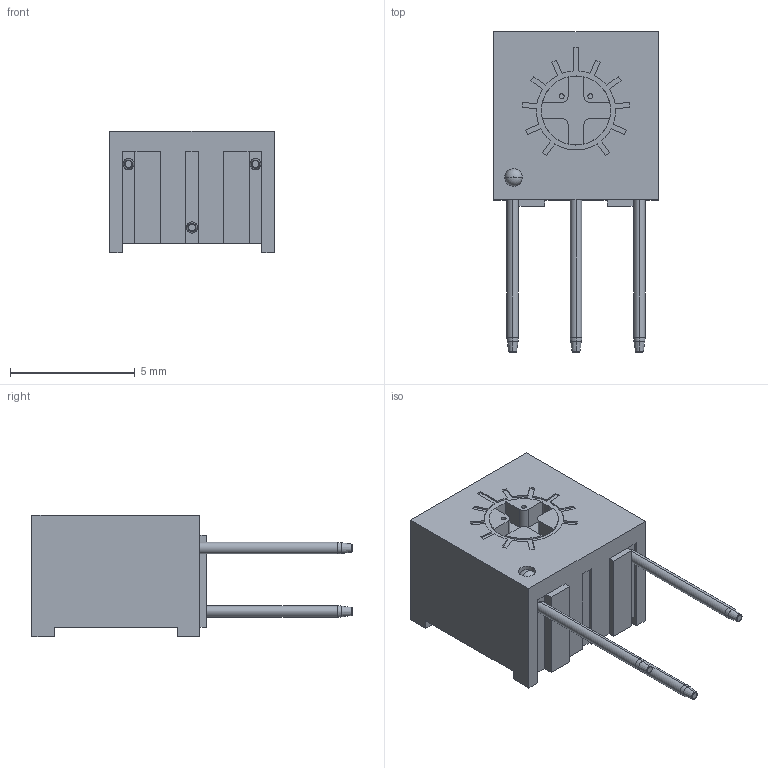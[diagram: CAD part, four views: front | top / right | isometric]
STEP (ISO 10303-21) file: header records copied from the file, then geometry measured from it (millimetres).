
FILE_DESCRIPTION (( 'STEP AP214' ), '1' );
FILE_NAME ('3362S-1-100.STEP', '2021-12-31T21:21:39', ( '' ), ( '' ), 'SwSTEP 2.0', 'SolidWorks 2017', '' );
FILE_SCHEMA (( 'AUTOMOTIVE_DESIGN' ));
Length unit declared in the file: inch
Products named in the file (1): 3362S-1-100
Bounding box: 6.6 x 12.83 x 4.88 mm (x, y, z)
Volume: 201.7 mm3; surface area: 299.8 mm2
Topology: 6 solids, 6 shells, 148 faces, 371 edges, 240 vertices
Faces by surface type: plane 94, cylinder 34, torus 14, cone 6
Entity records: 4504 total; most frequent: DIRECTION 779, CARTESIAN_POINT 760, ORIENTED_EDGE 742, EDGE_CURVE 371, VECTOR 261, LINE 261, AXIS2_PLACEMENT_3D 259, VERTEX_POINT 240
